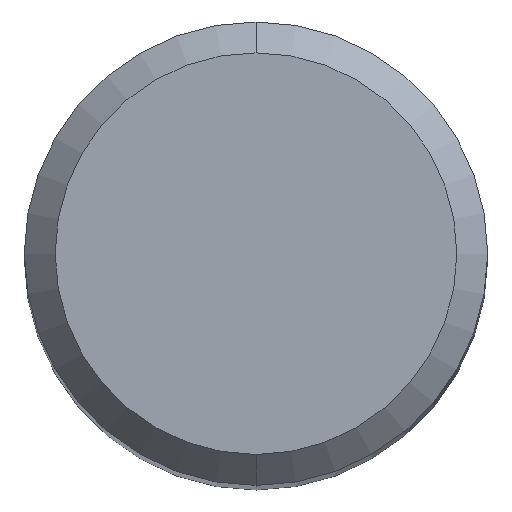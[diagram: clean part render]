
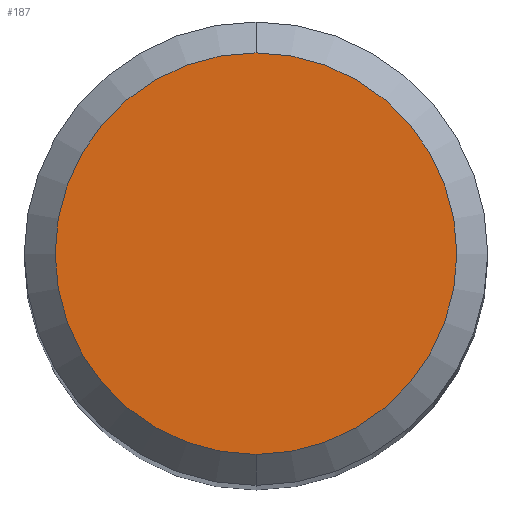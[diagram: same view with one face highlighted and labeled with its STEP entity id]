
A CAD part, top view. The second image highlights one B-rep face of the part: STEP entity #187.
In plain terms, the highlighted planar face has unit normal (0, 0, 1).
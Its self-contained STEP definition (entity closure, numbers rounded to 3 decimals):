
#111=EDGE_CURVE('',#183,#153,#264,.T.);
#153=VERTEX_POINT('',#311);
#155=EDGE_CURVE('',#153,#183,#313,.T.);
#183=VERTEX_POINT('',#343);
#187=ADVANCED_FACE('',(#347),#348,.T.);
#264=CIRCLE('',#429,2.6);
#311=CARTESIAN_POINT('',(0.,-2.6,0.0));
#313=CIRCLE('',#499,2.6);
#343=CARTESIAN_POINT('',(0.0,2.6,0.0));
#347=FACE_OUTER_BOUND('',#541,.T.);
#348=PLANE('',#542);
#429=AXIS2_PLACEMENT_3D('',#617,#618,#619);
#499=AXIS2_PLACEMENT_3D('',#682,#683,#684);
#541=EDGE_LOOP('',(#715,#716));
#542=AXIS2_PLACEMENT_3D('',#717,#718,#719);
#617=CARTESIAN_POINT('',(0.0,0.0,0.0));
#618=DIRECTION('',(0.0,0.0,-1.0));
#619=DIRECTION('',(0.0,1.0,0.0));
#682=CARTESIAN_POINT('',(0.0,0.0,0.0));
#683=DIRECTION('',(0.0,0.0,-1.0));
#684=DIRECTION('',(0.0,1.0,0.0));
#715=ORIENTED_EDGE('',*,*,#111,.F.);
#716=ORIENTED_EDGE('',*,*,#155,.F.);
#717=CARTESIAN_POINT('',(0.0,1.3,0.0));
#718=DIRECTION('',(-0.0,0.0,1.0));
#719=DIRECTION('',(0.0,-1.0,0.0));
